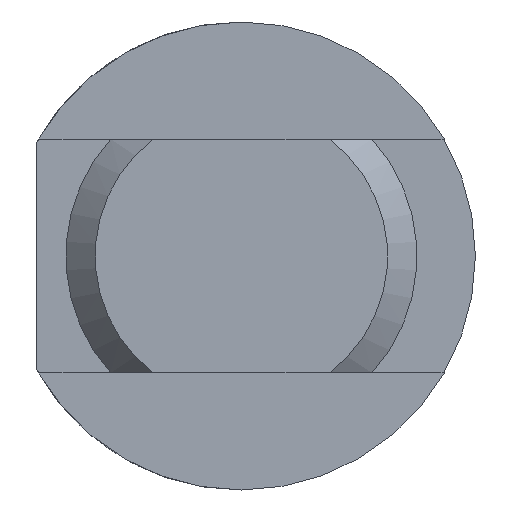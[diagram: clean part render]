
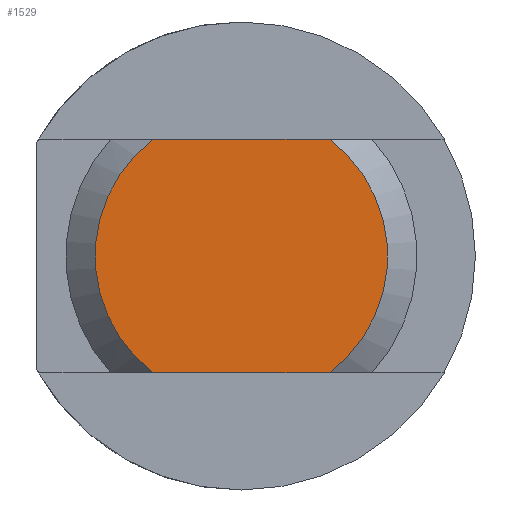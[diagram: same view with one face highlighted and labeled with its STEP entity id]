
A CAD part, left-side view. The second image highlights one B-rep face of the part: STEP entity #1529.
In plain terms, the highlighted planar face has unit normal (-1, 0, 0).
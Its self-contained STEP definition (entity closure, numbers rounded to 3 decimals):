
#149 = CARTESIAN_POINT ( 'NONE',  ( 0., 3., 4. ) ) ;
#161 = VERTEX_POINT ( 'NONE', #206 ) ;
#181 = VERTEX_POINT ( 'NONE', #334 ) ;
#206 = CARTESIAN_POINT ( 'NONE',  ( 0., -3., 4. ) ) ;
#215 = VERTEX_POINT ( 'NONE', #340 ) ;
#233 = VERTEX_POINT ( 'NONE', #149 ) ;
#334 = CARTESIAN_POINT ( 'NONE',  ( 0., 3., -4. ) ) ;
#340 = CARTESIAN_POINT ( 'NONE',  ( 0., -3., -4. ) ) ;
#637 = DIRECTION ( 'NONE',  ( 0., -1., 0. ) ) ;
#664 = DIRECTION ( 'NONE',  ( 0., 0., -1. ) ) ;
#678 = CARTESIAN_POINT ( 'NONE',  ( 0., 0., 0. ) ) ;
#690 = CARTESIAN_POINT ( 'NONE',  ( 0., 6.928, 4. ) ) ;
#691 = DIRECTION ( 'NONE',  ( 0., 0., -1. ) ) ;
#692 = DIRECTION ( 'NONE',  ( -1., 0., 0. ) ) ;
#693 = CARTESIAN_POINT ( 'NONE',  ( 0., 0., 0. ) ) ;
#698 = CARTESIAN_POINT ( 'NONE',  ( 0., 6.928, -4. ) ) ;
#710 = DIRECTION ( 'NONE',  ( 0., 1., 0. ) ) ;
#750 = DIRECTION ( 'NONE',  ( -1., 0., 0. ) ) ;
#1266 = DIRECTION ( 'NONE',  ( 0., 0., -1. ) ) ;
#1267 = DIRECTION ( 'NONE',  ( 1., 0., 0. ) ) ;
#1279 = CARTESIAN_POINT ( 'NONE',  ( 0., 0., 0. ) ) ;
#1282 = PLANE ( 'NONE',  #1441 ) ;
#1360 = AXIS2_PLACEMENT_3D ( 'NONE', #693, #692, #691 ) ;
#1362 = AXIS2_PLACEMENT_3D ( 'NONE', #678, #750, #664 ) ;
#1441 = AXIS2_PLACEMENT_3D ( 'NONE', #1279, #1267, #1266 ) ;
#1529 = ADVANCED_FACE ( 'NONE', ( #2499 ), #1282, .F. ) ;
#1651 = EDGE_CURVE ( 'NONE', #233, #181, #2602, .T. ) ;
#1652 = EDGE_CURVE ( 'NONE', #215, #181, #2601, .T. ) ;
#1653 = EDGE_CURVE ( 'NONE', #215, #161, #2556, .T. ) ;
#1657 = EDGE_CURVE ( 'NONE', #233, #161, #2560, .T. ) ;
#2499 = FACE_OUTER_BOUND ( 'NONE', #3348, .T. ) ;
#2556 = CIRCLE ( 'NONE', #1362, 5. ) ;
#2560 = LINE ( 'NONE', #690, #2587 ) ;
#2567 = VECTOR ( 'NONE', #710, 1000. ) ;
#2587 = VECTOR ( 'NONE', #637, 1000. ) ;
#2601 = LINE ( 'NONE', #698, #2567 ) ;
#2602 = CIRCLE ( 'NONE', #1360, 5. ) ;
#3348 = EDGE_LOOP ( 'NONE', ( #3368, #3380, #3381, #3397 ) ) ;
#3368 = ORIENTED_EDGE ( 'NONE', *, *, #1652, .F. ) ;
#3380 = ORIENTED_EDGE ( 'NONE', *, *, #1653, .T. ) ;
#3381 = ORIENTED_EDGE ( 'NONE', *, *, #1657, .F. ) ;
#3397 = ORIENTED_EDGE ( 'NONE', *, *, #1651, .T. ) ;
